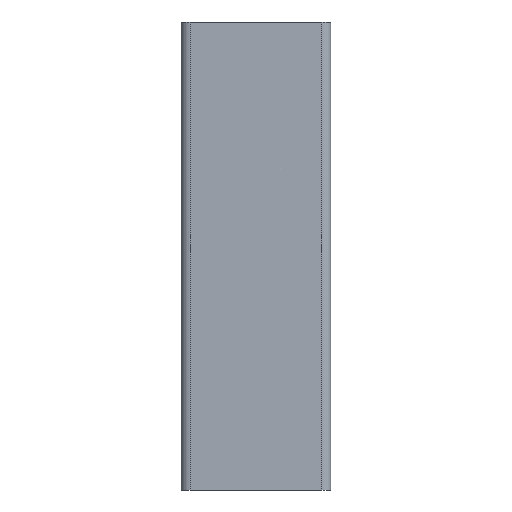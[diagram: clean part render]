
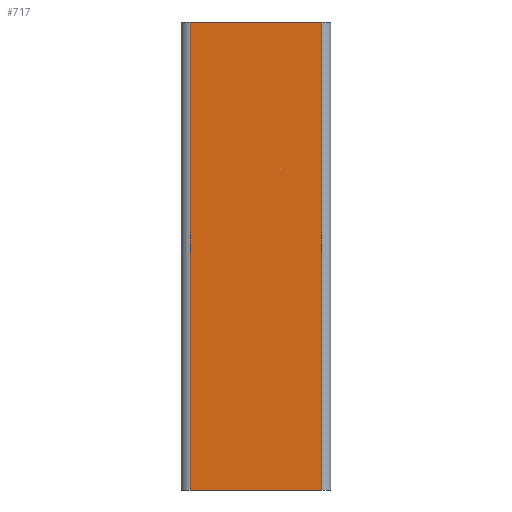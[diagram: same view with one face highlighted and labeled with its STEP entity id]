
A CAD part, left-side view. The second image highlights one B-rep face of the part: STEP entity #717.
In plain terms, the highlighted planar face has unit normal (-1, 0, 0).
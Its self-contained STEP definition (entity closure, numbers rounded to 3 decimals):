
#69=LINE('',#1196,#135);
#71=LINE('',#1202,#137);
#72=LINE('',#1204,#138);
#73=LINE('',#1205,#139);
#135=VECTOR('',#978,100.);
#137=VECTOR('',#984,28.);
#138=VECTOR('',#985,100.);
#139=VECTOR('',#986,28.);
#160=PLANE('',#788);
#199=FACE_OUTER_BOUND('',#237,.T.);
#237=EDGE_LOOP('',(#575,#576,#577,#578));
#346=VERTEX_POINT('',#1193);
#347=VERTEX_POINT('',#1195);
#349=VERTEX_POINT('',#1201);
#350=VERTEX_POINT('',#1203);
#442=EDGE_CURVE('',#347,#346,#69,.T.);
#445=EDGE_CURVE('',#346,#349,#71,.T.);
#446=EDGE_CURVE('',#350,#349,#72,.T.);
#447=EDGE_CURVE('',#347,#350,#73,.T.);
#575=ORIENTED_EDGE('',*,*,#445,.T.);
#576=ORIENTED_EDGE('',*,*,#446,.F.);
#577=ORIENTED_EDGE('',*,*,#447,.F.);
#578=ORIENTED_EDGE('',*,*,#442,.T.);
#717=ADVANCED_FACE('',(#199),#160,.T.);
#788=AXIS2_PLACEMENT_3D('',#1200,#982,#983);
#978=DIRECTION('',(0.,0.,1.));
#982=DIRECTION('center_axis',(-1.,0.,0.));
#983=DIRECTION('ref_axis',(0.,-1.,0.));
#984=DIRECTION('',(0.,1.,0.));
#985=DIRECTION('',(0.,0.,1.));
#986=DIRECTION('',(0.,1.,0.));
#1193=CARTESIAN_POINT('',(-10.,-10.,100.));
#1195=CARTESIAN_POINT('',(-10.,-10.,0.));
#1196=CARTESIAN_POINT('',(-10.,-10.,0.));
#1200=CARTESIAN_POINT('Origin',(-10.,18.,0.));
#1201=CARTESIAN_POINT('',(-10.,18.,100.));
#1202=CARTESIAN_POINT('',(-10.,11.,100.));
#1203=CARTESIAN_POINT('',(-10.,18.,0.));
#1204=CARTESIAN_POINT('',(-10.,18.,0.));
#1205=CARTESIAN_POINT('',(-10.,11.,0.));
